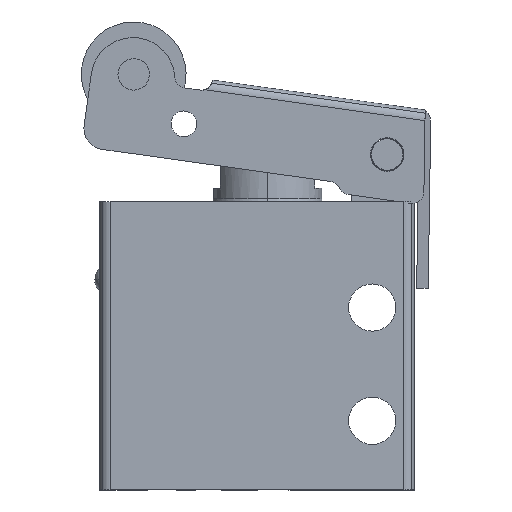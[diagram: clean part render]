
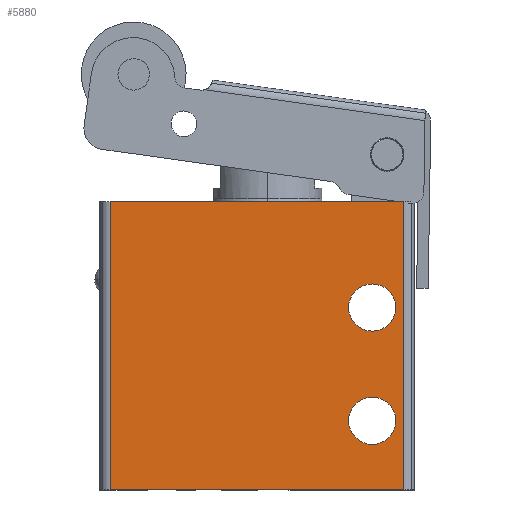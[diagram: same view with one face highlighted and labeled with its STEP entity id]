
A CAD part, left-side view. The second image highlights one B-rep face of the part: STEP entity #5880.
In plain terms, the highlighted planar face has unit normal (-1, 0, 0).
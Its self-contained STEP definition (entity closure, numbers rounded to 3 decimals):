
#194=CARTESIAN_POINT('',(-7.5,3.65,8.727));
#195=VERTEX_POINT('',#194);
#204=CARTESIAN_POINT('',(-7.5,3.65,13.227));
#205=VERTEX_POINT('',#204);
#206=CARTESIAN_POINT('',(-7.5,3.65,10.977));
#207=DIRECTION('',(1.0,0.0,0.0));
#208=DIRECTION('',(0.0,0.0,-1.0));
#209=AXIS2_PLACEMENT_3D('',#206,#207,#208);
#210=CIRCLE('',#209,2.25);
#211=EDGE_CURVE('',#205,#195,#210,.T.);
#236=CARTESIAN_POINT('',(-7.5,-7.15,8.727));
#237=VERTEX_POINT('',#236);
#246=CARTESIAN_POINT('',(-7.5,-7.15,13.227));
#247=VERTEX_POINT('',#246);
#248=CARTESIAN_POINT('',(-7.5,-7.15,10.977));
#249=DIRECTION('',(1.0,0.0,0.0));
#250=DIRECTION('',(0.0,0.0,-1.0));
#251=AXIS2_PLACEMENT_3D('',#248,#249,#250);
#252=CIRCLE('',#251,2.25);
#253=EDGE_CURVE('',#247,#237,#252,.T.);
#5803=CARTESIAN_POINT('',(-7.5,13.75,14.));
#5804=VERTEX_POINT('',#5803);
#5812=CARTESIAN_POINT('',(-7.5,-13.75,14.));
#5813=VERTEX_POINT('',#5812);
#5814=CARTESIAN_POINT('',(-7.5,13.75,14.));
#5815=DIRECTION('',(0.0,-1.0,0.0));
#5816=VECTOR('',#5815,27.5);
#5817=LINE('',#5814,#5816);
#5818=EDGE_CURVE('',#5804,#5813,#5817,.T.);
#5830=CARTESIAN_POINT('',(-7.5,-13.75,-15.0));
#5831=DIRECTION('',(-1.0,0.0,0.0));
#5832=DIRECTION('',(0.0,0.0,1.0));
#5833=AXIS2_PLACEMENT_3D('',#5830,#5831,#5832);
#5834=PLANE('',#5833);
#5835=ORIENTED_EDGE('',*,*,#5818,.F.);
#5836=CARTESIAN_POINT('',(-7.5,13.75,-14.));
#5837=VERTEX_POINT('',#5836);
#5838=CARTESIAN_POINT('',(-7.5,13.75,-14.));
#5839=DIRECTION('',(0.0,0.0,1.0));
#5840=VECTOR('',#5839,28.0);
#5841=LINE('',#5838,#5840);
#5842=EDGE_CURVE('',#5837,#5804,#5841,.T.);
#5843=ORIENTED_EDGE('',*,*,#5842,.F.);
#5844=CARTESIAN_POINT('',(-7.5,-13.75,-14.));
#5845=VERTEX_POINT('',#5844);
#5846=CARTESIAN_POINT('',(-7.5,-13.75,-14.));
#5847=DIRECTION('',(0.0,1.0,0.0));
#5848=VECTOR('',#5847,27.5);
#5849=LINE('',#5846,#5848);
#5850=EDGE_CURVE('',#5845,#5837,#5849,.T.);
#5851=ORIENTED_EDGE('',*,*,#5850,.F.);
#5852=CARTESIAN_POINT('',(-7.5,-13.75,-14.));
#5853=DIRECTION('',(0.0,0.0,1.0));
#5854=VECTOR('',#5853,28.0);
#5855=LINE('',#5852,#5854);
#5856=EDGE_CURVE('',#5845,#5813,#5855,.T.);
#5857=ORIENTED_EDGE('',*,*,#5856,.T.);
#5858=EDGE_LOOP('',(#5835,#5843,#5851,#5857));
#5859=FACE_OUTER_BOUND('',#5858,.T.);
#5860=ORIENTED_EDGE('',*,*,#253,.T.);
#5861=CARTESIAN_POINT('',(-7.5,-7.15,10.977));
#5862=DIRECTION('',(1.0,0.0,0.0));
#5863=DIRECTION('',(0.0,0.0,-1.0));
#5864=AXIS2_PLACEMENT_3D('',#5861,#5862,#5863);
#5865=CIRCLE('',#5864,2.25);
#5866=EDGE_CURVE('',#237,#247,#5865,.T.);
#5867=ORIENTED_EDGE('',*,*,#5866,.T.);
#5868=EDGE_LOOP('',(#5860,#5867));
#5869=FACE_BOUND('',#5868,.T.);
#5870=ORIENTED_EDGE('',*,*,#211,.T.);
#5871=CARTESIAN_POINT('',(-7.5,3.65,10.977));
#5872=DIRECTION('',(1.0,0.0,0.0));
#5873=DIRECTION('',(0.0,0.0,-1.0));
#5874=AXIS2_PLACEMENT_3D('',#5871,#5872,#5873);
#5875=CIRCLE('',#5874,2.25);
#5876=EDGE_CURVE('',#195,#205,#5875,.T.);
#5877=ORIENTED_EDGE('',*,*,#5876,.T.);
#5878=EDGE_LOOP('',(#5870,#5877));
#5879=FACE_BOUND('',#5878,.T.);
#5880=ADVANCED_FACE('',(#5859,#5869,#5879),#5834,.T.);
